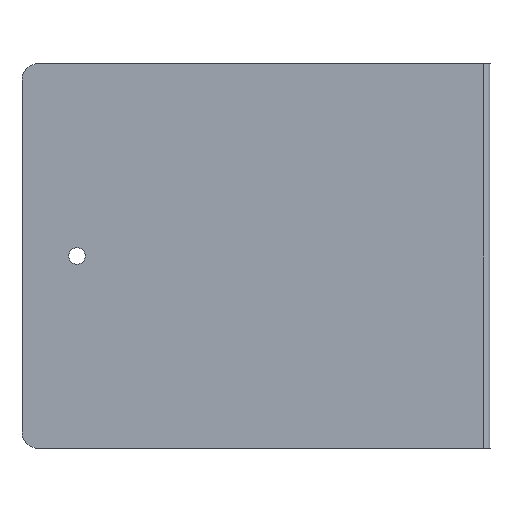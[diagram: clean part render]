
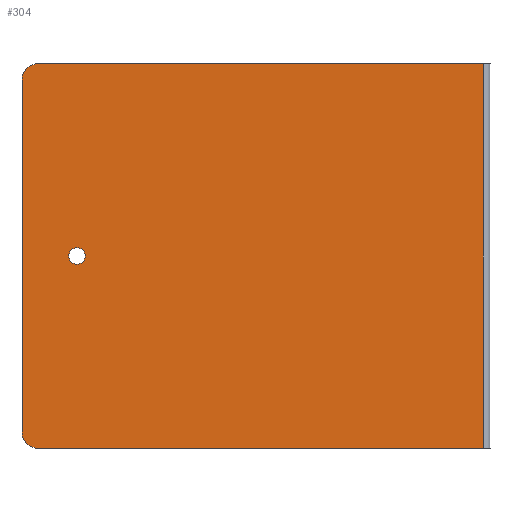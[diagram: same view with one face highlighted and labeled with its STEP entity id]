
A CAD part, front view. The second image highlights one B-rep face of the part: STEP entity #304.
In plain terms, the highlighted planar face has unit normal (0, -1, 0).
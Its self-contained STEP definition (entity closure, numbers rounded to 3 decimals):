
#20=FACE_BOUND('',#58,.T.);
#26=PLANE('',#347);
#39=FACE_OUTER_BOUND('',#57,.T.);
#57=EDGE_LOOP('',(#244,#245,#246,#247,#248,#249));
#58=EDGE_LOOP('',(#250));
#70=LINE('',#472,#97);
#84=LINE('',#516,#111);
#85=LINE('',#520,#112);
#86=LINE('',#523,#113);
#97=VECTOR('',#377,10.);
#111=VECTOR('',#419,10.);
#112=VECTOR('',#422,10.);
#113=VECTOR('',#425,10.);
#122=CIRCLE('',#329,3.);
#130=CIRCLE('',#348,6.);
#131=CIRCLE('',#349,6.);
#134=VERTEX_POINT('',#458);
#139=VERTEX_POINT('',#469);
#140=VERTEX_POINT('',#471);
#156=VERTEX_POINT('',#515);
#157=VERTEX_POINT('',#517);
#158=VERTEX_POINT('',#519);
#159=VERTEX_POINT('',#521);
#162=EDGE_CURVE('',#134,#134,#122,.T.);
#168=EDGE_CURVE('',#139,#140,#70,.T.);
#190=EDGE_CURVE('',#156,#139,#84,.T.);
#191=EDGE_CURVE('',#157,#156,#130,.T.);
#192=EDGE_CURVE('',#158,#157,#85,.T.);
#193=EDGE_CURVE('',#159,#158,#131,.T.);
#194=EDGE_CURVE('',#140,#159,#86,.T.);
#244=ORIENTED_EDGE('',*,*,#168,.F.);
#245=ORIENTED_EDGE('',*,*,#190,.F.);
#246=ORIENTED_EDGE('',*,*,#191,.F.);
#247=ORIENTED_EDGE('',*,*,#192,.F.);
#248=ORIENTED_EDGE('',*,*,#193,.F.);
#249=ORIENTED_EDGE('',*,*,#194,.F.);
#250=ORIENTED_EDGE('',*,*,#162,.T.);
#304=ADVANCED_FACE('',(#39,#20),#26,.F.);
#329=AXIS2_PLACEMENT_3D('',#459,#365,#366);
#347=AXIS2_PLACEMENT_3D('',#514,#417,#418);
#348=AXIS2_PLACEMENT_3D('',#518,#420,#421);
#349=AXIS2_PLACEMENT_3D('',#522,#423,#424);
#365=DIRECTION('center_axis',(0.,1.,0.));
#366=DIRECTION('ref_axis',(1.,0.,0.));
#377=DIRECTION('',(0.,0.,-1.));
#417=DIRECTION('center_axis',(0.,1.,0.));
#418=DIRECTION('ref_axis',(1.,0.,0.));
#419=DIRECTION('',(1.,0.,0.));
#420=DIRECTION('center_axis',(0.,1.,0.));
#421=DIRECTION('ref_axis',(-0.707,0.,0.707));
#422=DIRECTION('',(0.,0.,1.));
#423=DIRECTION('center_axis',(0.,1.,0.));
#424=DIRECTION('ref_axis',(-0.707,0.,-0.707));
#425=DIRECTION('',(-1.,0.,0.));
#458=CARTESIAN_POINT('',(-83.,0.,0.));
#459=CARTESIAN_POINT('Origin',(-80.,0.,0.));
#469=CARTESIAN_POINT('',(67.875,0.,70.));
#471=CARTESIAN_POINT('',(67.875,0.,-70.));
#472=CARTESIAN_POINT('',(67.875,0.,0.));
#514=CARTESIAN_POINT('Origin',(0.,0.,0.));
#515=CARTESIAN_POINT('',(-94.,0.,70.));
#516=CARTESIAN_POINT('',(-100.,0.,70.));
#517=CARTESIAN_POINT('',(-100.,0.,64.));
#518=CARTESIAN_POINT('Origin',(-94.,0.,64.));
#519=CARTESIAN_POINT('',(-100.,0.,-64.));
#520=CARTESIAN_POINT('',(-100.,0.,-70.));
#521=CARTESIAN_POINT('',(-94.,0.,-70.));
#522=CARTESIAN_POINT('Origin',(-94.,0.,-64.));
#523=CARTESIAN_POINT('',(100.,0.,-70.));
